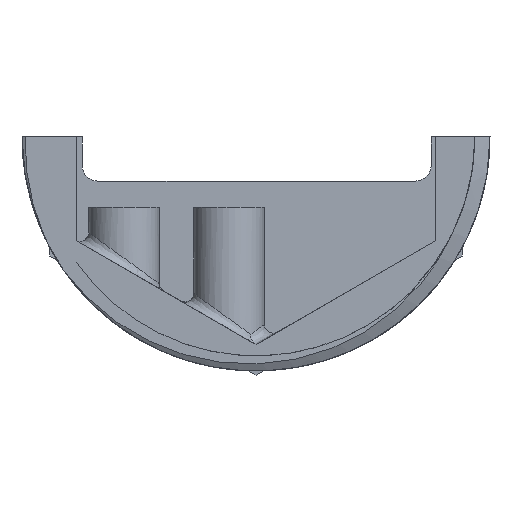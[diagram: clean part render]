
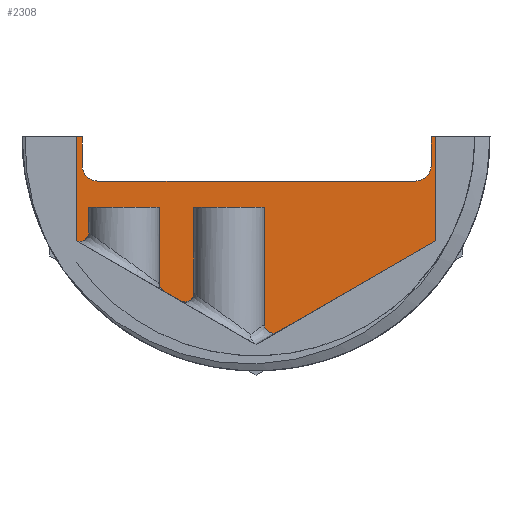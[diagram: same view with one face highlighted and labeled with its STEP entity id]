
A CAD part, left-side view. The second image highlights one B-rep face of the part: STEP entity #2308.
In plain terms, the highlighted planar face has unit normal (-1, 0, 0).
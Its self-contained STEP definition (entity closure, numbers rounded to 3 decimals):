
#29=CIRCLE('',#2439,0.9);
#30=CIRCLE('',#2440,0.9);
#142=PLANE('',#2438);
#229=FACE_OUTER_BOUND('',#358,.T.);
#358=EDGE_LOOP('',(#1850,#1851,#1852,#1853,#1854,#1855,#1856,#1857,#1858,
#1859,#1860));
#470=LINE('',#3247,#646);
#493=LINE('',#3384,#669);
#550=LINE('',#3715,#726);
#556=LINE('',#5097,#732);
#557=LINE('',#5100,#733);
#558=LINE('',#5102,#734);
#559=LINE('',#5104,#735);
#560=LINE('',#5106,#736);
#561=LINE('',#5107,#737);
#646=VECTOR('',#2595,10.);
#669=VECTOR('',#2622,10.);
#726=VECTOR('',#2697,10.);
#732=VECTOR('',#2763,10.);
#733=VECTOR('',#2766,10.);
#734=VECTOR('',#2767,10.);
#735=VECTOR('',#2768,10.);
#736=VECTOR('',#2769,10.);
#737=VECTOR('',#2770,10.);
#963=VERTEX_POINT('',#3244);
#964=VERTEX_POINT('',#3246);
#999=VERTEX_POINT('',#3381);
#1000=VERTEX_POINT('',#3383);
#1075=VERTEX_POINT('',#3713);
#1091=VERTEX_POINT('',#5094);
#1092=VERTEX_POINT('',#5096);
#1093=VERTEX_POINT('',#5098);
#1094=VERTEX_POINT('',#5101);
#1095=VERTEX_POINT('',#5103);
#1096=VERTEX_POINT('',#5105);
#1205=EDGE_CURVE('',#963,#964,#470,.T.);
#1241=EDGE_CURVE('',#999,#1000,#493,.T.);
#1324=EDGE_CURVE('',#1075,#999,#550,.T.);
#1380=EDGE_CURVE('',#1091,#1075,#29,.T.);
#1381=EDGE_CURVE('',#1092,#1091,#556,.T.);
#1382=EDGE_CURVE('',#1093,#1092,#30,.T.);
#1383=EDGE_CURVE('',#964,#1093,#557,.T.);
#1384=EDGE_CURVE('',#1094,#963,#558,.T.);
#1385=EDGE_CURVE('',#1095,#1094,#559,.T.);
#1386=EDGE_CURVE('',#1096,#1095,#560,.T.);
#1387=EDGE_CURVE('',#1000,#1096,#561,.T.);
#1850=ORIENTED_EDGE('',*,*,#1241,.F.);
#1851=ORIENTED_EDGE('',*,*,#1324,.F.);
#1852=ORIENTED_EDGE('',*,*,#1380,.F.);
#1853=ORIENTED_EDGE('',*,*,#1381,.F.);
#1854=ORIENTED_EDGE('',*,*,#1382,.F.);
#1855=ORIENTED_EDGE('',*,*,#1383,.F.);
#1856=ORIENTED_EDGE('',*,*,#1205,.F.);
#1857=ORIENTED_EDGE('',*,*,#1384,.F.);
#1858=ORIENTED_EDGE('',*,*,#1385,.F.);
#1859=ORIENTED_EDGE('',*,*,#1386,.F.);
#1860=ORIENTED_EDGE('',*,*,#1387,.F.);
#2308=ADVANCED_FACE('',(#229),#142,.F.);
#2438=AXIS2_PLACEMENT_3D('',#5093,#2759,#2760);
#2439=AXIS2_PLACEMENT_3D('',#5095,#2761,#2762);
#2440=AXIS2_PLACEMENT_3D('',#5099,#2764,#2765);
#2595=DIRECTION('',(0.,-1.,0.));
#2622=DIRECTION('',(0.,-1.,0.));
#2697=DIRECTION('',(0.,0.,1.));
#2759=DIRECTION('center_axis',(1.,0.,0.));
#2760=DIRECTION('ref_axis',(0.,1.,0.));
#2761=DIRECTION('center_axis',(-1.,0.,0.));
#2762=DIRECTION('ref_axis',(0.,-1.,0.));
#2763=DIRECTION('',(0.,-1.,0.));
#2764=DIRECTION('center_axis',(-1.,0.,0.));
#2765=DIRECTION('ref_axis',(0.,0.,-1.));
#2766=DIRECTION('',(0.,0.,-1.));
#2767=DIRECTION('',(0.,0.,1.));
#2768=DIRECTION('',(0.,0.866,0.5));
#2769=DIRECTION('',(0.,0.866,-0.5));
#2770=DIRECTION('',(0.,0.,-1.));
#3244=CARTESIAN_POINT('',(41.05,111.706,4.));
#3246=CARTESIAN_POINT('',(41.05,111.374,4.));
#3247=CARTESIAN_POINT('',(41.05,101.51,4.));
#3381=CARTESIAN_POINT('',(41.05,91.569,4.));
#3383=CARTESIAN_POINT('',(41.05,91.306,4.));
#3384=CARTESIAN_POINT('',(41.05,101.51,4.));
#3713=CARTESIAN_POINT('',(41.05,91.569,2.394));
#3715=CARTESIAN_POINT('',(41.05,91.569,2.394));
#5093=CARTESIAN_POINT('Origin',(41.05,101.506,4.));
#5094=CARTESIAN_POINT('',(41.05,92.469,1.494));
#5095=CARTESIAN_POINT('Origin',(41.05,92.469,2.394));
#5096=CARTESIAN_POINT('',(41.05,110.474,1.494));
#5097=CARTESIAN_POINT('',(41.05,110.474,1.494));
#5098=CARTESIAN_POINT('',(41.05,111.374,2.394));
#5099=CARTESIAN_POINT('Origin',(41.05,110.474,2.394));
#5100=CARTESIAN_POINT('',(41.05,111.374,10.653));
#5101=CARTESIAN_POINT('',(41.05,111.706,-1.889));
#5102=CARTESIAN_POINT('',(41.05,111.706,0.969));
#5103=CARTESIAN_POINT('',(41.05,101.506,-7.778));
#5104=CARTESIAN_POINT('',(41.05,103.981,-6.349));
#5105=CARTESIAN_POINT('',(41.05,91.306,-1.889));
#5106=CARTESIAN_POINT('',(41.05,93.781,-3.318));
#5107=CARTESIAN_POINT('',(41.05,91.306,7.031));
